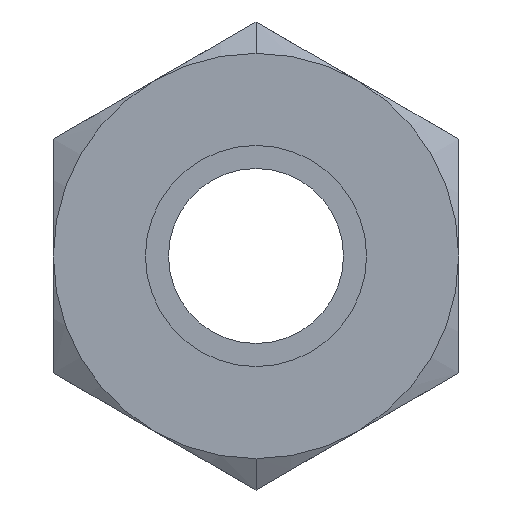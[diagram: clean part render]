
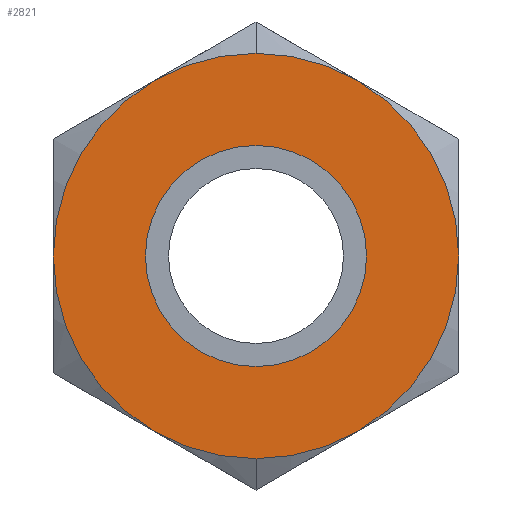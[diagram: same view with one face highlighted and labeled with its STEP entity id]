
A CAD part, left-side view. The second image highlights one B-rep face of the part: STEP entity #2821.
In plain terms, the highlighted planar face has unit normal (-1, 0, 0).
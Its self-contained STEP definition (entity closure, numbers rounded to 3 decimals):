
#73 = CIRCLE ( 'NONE', #2181, 6. ) ;
#590 = DIRECTION ( 'NONE',  ( -1., 0., 0. ) ) ;
#826 = CARTESIAN_POINT ( 'NONE',  ( 0., 0., 0. ) ) ;
#848 = EDGE_LOOP ( 'NONE', ( #890, #6504 ) ) ;
#890 = ORIENTED_EDGE ( 'NONE', *, *, #3303, .T. ) ;
#1128 = CIRCLE ( 'NONE', #9023, 11. ) ;
#1172 = CARTESIAN_POINT ( 'NONE',  ( 0., 0., 0. ) ) ;
#1511 = EDGE_CURVE ( 'NONE', #6257, #8456, #7982, .T. ) ;
#1799 = CARTESIAN_POINT ( 'NONE',  ( 0., 0., -6. ) ) ;
#1841 = DIRECTION ( 'NONE',  ( 1., 0., 0. ) ) ;
#2153 = VERTEX_POINT ( 'NONE', #7487 ) ;
#2181 = AXIS2_PLACEMENT_3D ( 'NONE', #1172, #1841, #9115 ) ;
#2370 = ORIENTED_EDGE ( 'NONE', *, *, #3840, .F. ) ;
#2418 = CARTESIAN_POINT ( 'NONE',  ( 0., 0., 0. ) ) ;
#2721 = CARTESIAN_POINT ( 'NONE',  ( 0., 0., 11. ) ) ;
#2815 = CARTESIAN_POINT ( 'NONE',  ( 0., 0., -11. ) ) ;
#2821 = ADVANCED_FACE ( 'NONE', ( #8489, #6386 ), #3574, .T. ) ;
#3046 = DIRECTION ( 'NONE',  ( 1., 0., 0. ) ) ;
#3086 = DIRECTION ( 'NONE',  ( 1., 0., 0. ) ) ;
#3303 = EDGE_CURVE ( 'NONE', #6925, #2153, #73, .T. ) ;
#3574 = PLANE ( 'NONE',  #9025 ) ;
#3756 = DIRECTION ( 'NONE',  ( 0., 0., -1. ) ) ;
#3840 = EDGE_CURVE ( 'NONE', #8456, #6257, #1128, .T. ) ;
#4290 = DIRECTION ( 'NONE',  ( 0., 0., 1. ) ) ;
#5044 = ORIENTED_EDGE ( 'NONE', *, *, #1511, .F. ) ;
#5292 = CIRCLE ( 'NONE', #9243, 6. ) ;
#5354 = EDGE_CURVE ( 'NONE', #2153, #6925, #5292, .T. ) ;
#5735 = EDGE_LOOP ( 'NONE', ( #2370, #5044 ) ) ;
#6257 = VERTEX_POINT ( 'NONE', #2815 ) ;
#6386 = FACE_OUTER_BOUND ( 'NONE', #5735, .T. ) ;
#6504 = ORIENTED_EDGE ( 'NONE', *, *, #5354, .T. ) ;
#6764 = DIRECTION ( 'NONE',  ( 0., 0., 1. ) ) ;
#6925 = VERTEX_POINT ( 'NONE', #1799 ) ;
#7099 = CARTESIAN_POINT ( 'NONE',  ( 0., 0., 0. ) ) ;
#7147 = DIRECTION ( 'NONE',  ( 0., 0., 1. ) ) ;
#7487 = CARTESIAN_POINT ( 'NONE',  ( 0., 0., 6. ) ) ;
#7982 = CIRCLE ( 'NONE', #8742, 11. ) ;
#8456 = VERTEX_POINT ( 'NONE', #2721 ) ;
#8489 = FACE_BOUND ( 'NONE', #848, .T. ) ;
#8719 = DIRECTION ( 'NONE',  ( 1., 0., 0. ) ) ;
#8742 = AXIS2_PLACEMENT_3D ( 'NONE', #2418, #3086, #3756 ) ;
#9023 = AXIS2_PLACEMENT_3D ( 'NONE', #826, #3046, #6764 ) ;
#9025 = AXIS2_PLACEMENT_3D ( 'NONE', #9392, #590, #7147 ) ;
#9115 = DIRECTION ( 'NONE',  ( 0., 0., -1. ) ) ;
#9243 = AXIS2_PLACEMENT_3D ( 'NONE', #7099, #8719, #4290 ) ;
#9392 = CARTESIAN_POINT ( 'NONE',  ( 0., 0., 5.5 ) ) ;
